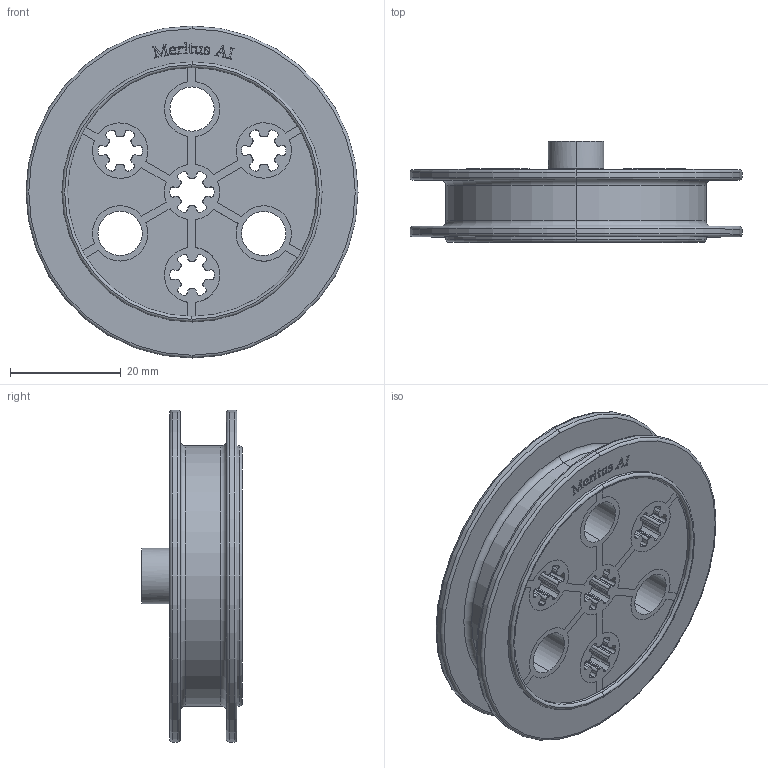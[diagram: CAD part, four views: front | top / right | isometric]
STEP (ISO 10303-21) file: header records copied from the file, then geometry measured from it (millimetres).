
FILE_DESCRIPTION (( 'STEP AP214' ), '1' );
FILE_NAME ('flywheel_small.STEP', '2024-03-14T12:30:15', ( '' ), ( '' ), 'SwSTEP 2.0', 'SolidWorks 2023', '' );
FILE_SCHEMA (( 'AUTOMOTIVE_DESIGN' ));
Length unit declared in the file: millimetre
Products named in the file (1): flywheel_small
Bounding box: 60 x 18.25 x 60 mm (x, y, z)
Volume: 13166.2 mm3; surface area: 18779.9 mm2
Topology: 8 solids, 8 shells, 657 faces, 1857 edges, 1224 vertices
Faces by surface type: cylinder 263, plane 238, bspline 140, torus 16
Entity records: 25865 total; most frequent: CARTESIAN_POINT 9119, ORIENTED_EDGE 3714, DIRECTION 3181, EDGE_CURVE 1857, VERTEX_POINT 1224, AXIS2_PLACEMENT_3D 1086, LINE 1009, VECTOR 1009
